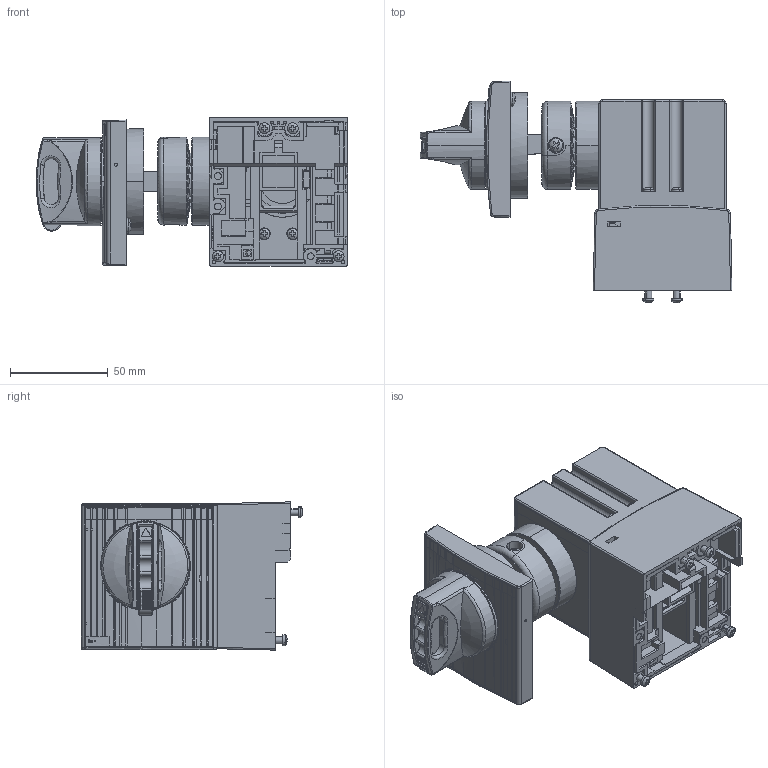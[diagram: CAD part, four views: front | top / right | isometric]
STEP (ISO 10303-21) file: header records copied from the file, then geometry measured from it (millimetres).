
FILE_DESCRIPTION((''),'2;1');
FILE_NAME('1SDH001295R0825_IGES','2023-06-16T09:26:57',('ITMADEL7'),(''),'CREO PARAMETRIC BY PTC INC, 2019030','CREO PARAMETRIC BY PTC INC, 2019030','');
FILE_SCHEMA(('AUTOMOTIVE_DESIGN { 1 0 10303 214 1 1 1 1 }'));
Products named in the file (1): 1SDH001295R0825_IGES
Bounding box: 159.5 x 113.37 x 75.82 mm (x, y, z)
Volume: 506095.3 mm3; surface area: 99520.1 mm2
Topology: 1 solids, 25 shells, 3494 faces, 10093 edges, 6667 vertices
Faces by surface type: plane 2616, cylinder 615, bspline 95, torus 83, sphere 45, cone 22, extrusion 18
Entity records: 129193 total; most frequent: CARTESIAN_POINT 36827, ORIENTED_EDGE 20102, DIRECTION 17920, EDGE_CURVE 10051, VECTOR 7056, LINE 7038, VERTEX_POINT 6667, AXIS2_PLACEMENT_3D 5432
